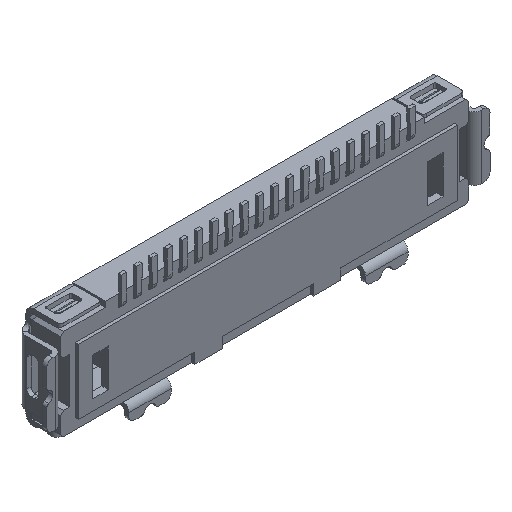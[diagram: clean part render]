
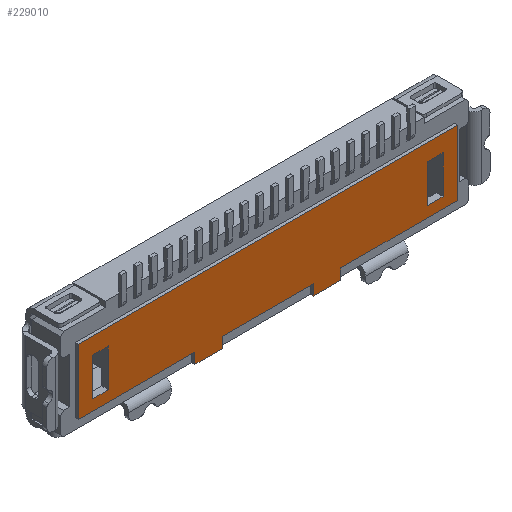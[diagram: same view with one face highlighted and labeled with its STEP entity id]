
A CAD part, isometric view. The second image highlights one B-rep face of the part: STEP entity #229010.
In plain terms, the highlighted planar face has unit normal (0, -1, 0).
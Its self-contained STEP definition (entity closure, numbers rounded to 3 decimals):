
#10260=CARTESIAN_POINT('',(5.25,-0.02,0.45));
#10270=VERTEX_POINT('',#10260);
#10300=CARTESIAN_POINT('',(0.,-0.02,0.45));
#10310=DIRECTION('',(1.,0.,0.));
#10320=VECTOR('',#10310,1.);
#10330=LINE('',#10300,#10320);
#10340=CARTESIAN_POINT('',(5.775,-0.02,0.45));
#10350=VERTEX_POINT('',#10340);
#10360=EDGE_CURVE('',#10270,#10350,#10330,.T.);
#26840=CARTESIAN_POINT('',(-6.25,-0.02,0.));
#26850=DIRECTION('',(0.,0.,-1.));
#26860=VECTOR('',#26850,1.);
#26870=LINE('',#26840,#26860);
#26880=CARTESIAN_POINT('',(-6.25,-0.02,1.));
#26890=VERTEX_POINT('',#26880);
#26900=CARTESIAN_POINT('',(-6.25,-0.02,-1.15));
#26910=VERTEX_POINT('',#26900);
#26920=EDGE_CURVE('',#26890,#26910,#26870,.T.);
#36880=CARTESIAN_POINT('',(5.775,-0.02,0.));
#36890=DIRECTION('',(0.,0.,-1.));
#36900=VECTOR('',#36890,1.);
#36910=LINE('',#36880,#36900);
#36920=CARTESIAN_POINT('',(5.775,-0.02,-0.8));
#36930=VERTEX_POINT('',#36920);
#36940=EDGE_CURVE('',#10350,#36930,#36910,.T.);
#39940=CARTESIAN_POINT('',(0.,-0.02,-1.15));
#39950=DIRECTION('',(1.,0.,0.));
#39960=VECTOR('',#39950,1.);
#39970=LINE('',#39940,#39960);
#39980=CARTESIAN_POINT('',(-2.4,-0.02,-1.15));
#39990=VERTEX_POINT('',#39980);
#40000=EDGE_CURVE('',#26910,#39990,#39970,.T.);
#68990=CARTESIAN_POINT('',(-2.4,-0.02,-1.5));
#69000=VERTEX_POINT('',#68990);
#69030=CARTESIAN_POINT('',(0.,-0.02,-1.5));
#69040=DIRECTION('',(1.,0.,0.));
#69050=VECTOR('',#69040,1.);
#69060=LINE('',#69030,#69050);
#69070=CARTESIAN_POINT('',(-1.5,-0.02,-1.5));
#69080=VERTEX_POINT('',#69070);
#69090=EDGE_CURVE('',#69000,#69080,#69060,.T.);
#69310=CARTESIAN_POINT('',(1.5,-0.02,-1.5));
#69320=VERTEX_POINT('',#69310);
#69350=CARTESIAN_POINT('',(2.4,-0.02,-1.5));
#69360=VERTEX_POINT('',#69350);
#69370=EDGE_CURVE('',#69320,#69360,#69060,.T.);
#105980=CARTESIAN_POINT('',(0.,-0.02,-1.15));
#105990=DIRECTION('',(1.,0.,0.));
#106000=VECTOR('',#105990,1.);
#106010=LINE('',#105980,#106000);
#106020=CARTESIAN_POINT('',(2.4,-0.02,-1.15));
#106030=VERTEX_POINT('',#106020);
#106040=CARTESIAN_POINT('',(6.25,-0.02,-1.15));
#106050=VERTEX_POINT('',#106040);
#106060=EDGE_CURVE('',#106030,#106050,#106010,.T.);
#106380=CARTESIAN_POINT('',(6.25,-0.02,0.));
#106390=DIRECTION('',(0.,0.,1.));
#106400=VECTOR('',#106390,1.);
#106410=LINE('',#106380,#106400);
#106420=CARTESIAN_POINT('',(6.25,-0.02,1.));
#106430=VERTEX_POINT('',#106420);
#106440=EDGE_CURVE('',#106050,#106430,#106410,.T.);
#107480=CARTESIAN_POINT('',(2.4,-0.02,0.));
#107490=DIRECTION('',(0.,0.,1.));
#107500=VECTOR('',#107490,1.);
#107510=LINE('',#107480,#107500);
#107520=EDGE_CURVE('',#69360,#106030,#107510,.T.);
#107820=CARTESIAN_POINT('',(1.5,-0.02,-1.15));
#107830=VERTEX_POINT('',#107820);
#107860=CARTESIAN_POINT('',(1.5,-0.02,0.));
#107870=DIRECTION('',(0.,0.,-1.));
#107880=VECTOR('',#107870,1.);
#107890=LINE('',#107860,#107880);
#107900=EDGE_CURVE('',#107830,#69320,#107890,.T.);
#108250=CARTESIAN_POINT('',(-1.5,-0.02,0.));
#108260=DIRECTION('',(0.,0.,1.));
#108270=VECTOR('',#108260,1.);
#108280=LINE('',#108250,#108270);
#108290=CARTESIAN_POINT('',(-1.5,-0.02,-1.15));
#108300=VERTEX_POINT('',#108290);
#108310=EDGE_CURVE('',#69080,#108300,#108280,.T.);
#108480=CARTESIAN_POINT('',(0.,-0.02,-1.15));
#108490=DIRECTION('',(1.,0.,0.));
#108500=VECTOR('',#108490,1.);
#108510=LINE('',#108480,#108500);
#108520=EDGE_CURVE('',#108300,#107830,#108510,.T.);
#108970=CARTESIAN_POINT('',(-2.4,-0.02,0.));
#108980=DIRECTION('',(0.,0.,-1.));
#108990=VECTOR('',#108980,1.);
#109000=LINE('',#108970,#108990);
#109010=EDGE_CURVE('',#39990,#69000,#109000,.T.);
#150720=CARTESIAN_POINT('',(-5.25,-0.02,-0.8));
#150730=VERTEX_POINT('',#150720);
#150760=CARTESIAN_POINT('',(0.,-0.02,-0.8));
#150770=DIRECTION('',(-1.,0.,0.));
#150780=VECTOR('',#150770,1.);
#150790=LINE('',#150760,#150780);
#150800=CARTESIAN_POINT('',(-5.775,-0.02,-0.8));
#150810=VERTEX_POINT('',#150800);
#150820=EDGE_CURVE('',#150730,#150810,#150790,.T.);
#170510=CARTESIAN_POINT('',(-5.25,-0.02,0.45));
#170520=VERTEX_POINT('',#170510);
#170550=CARTESIAN_POINT('',(-5.25,-0.02,0.));
#170560=DIRECTION('',(0.,0.,-1.));
#170570=VECTOR('',#170560,1.);
#170580=LINE('',#170550,#170570);
#170590=EDGE_CURVE('',#170520,#150730,#170580,.T.);
#175920=CARTESIAN_POINT('',(0.,-0.02,1.));
#175930=DIRECTION('',(-1.,0.,0.));
#175940=VECTOR('',#175930,1.);
#175950=LINE('',#175920,#175940);
#175960=EDGE_CURVE('',#106430,#26890,#175950,.T.);
#196050=CARTESIAN_POINT('',(5.25,-0.02,-0.8));
#196060=VERTEX_POINT('',#196050);
#196090=CARTESIAN_POINT('',(5.25,-0.02,0.));
#196100=DIRECTION('',(0.,0.,1.));
#196110=VECTOR('',#196100,1.);
#196120=LINE('',#196090,#196110);
#196130=EDGE_CURVE('',#196060,#10270,#196120,.T.);
#198650=CARTESIAN_POINT('',(-5.775,-0.02,0.45));
#198660=VERTEX_POINT('',#198650);
#198690=CARTESIAN_POINT('',(0.,-0.02,0.45));
#198700=DIRECTION('',(1.,0.,0.));
#198710=VECTOR('',#198700,1.);
#198720=LINE('',#198690,#198710);
#198730=EDGE_CURVE('',#198660,#170520,#198720,.T.);
#214620=CARTESIAN_POINT('',(0.,-0.02,-0.8));
#214630=DIRECTION('',(-1.,0.,0.));
#214640=VECTOR('',#214630,1.);
#214650=LINE('',#214620,#214640);
#214660=EDGE_CURVE('',#36930,#196060,#214650,.T.);
#217540=CARTESIAN_POINT('',(-5.775,-0.02,0.));
#217550=DIRECTION('',(0.,0.,1.));
#217560=VECTOR('',#217550,1.);
#217570=LINE('',#217540,#217560);
#217580=EDGE_CURVE('',#150810,#198660,#217570,.T.);
#228700=CARTESIAN_POINT('',(0.,-0.02,-0.075));
#228710=DIRECTION('',(0.,-1.,0.));
#228720=DIRECTION('',(1.,0.,0.));
#228730=AXIS2_PLACEMENT_3D('',#228700,#228710,#228720);
#228740=PLANE('',#228730);
#228750=ORIENTED_EDGE('',*,*,#217580,.T.);
#228760=ORIENTED_EDGE('',*,*,#150820,.T.);
#228770=ORIENTED_EDGE('',*,*,#170590,.T.);
#228780=ORIENTED_EDGE('',*,*,#198730,.T.);
#228790=EDGE_LOOP('',(#228780,#228770,#228760,#228750));
#228800=FACE_BOUND('',#228790,.T.);
#228810=ORIENTED_EDGE('',*,*,#106440,.T.);
#228820=ORIENTED_EDGE('',*,*,#106060,.T.);
#228830=ORIENTED_EDGE('',*,*,#107520,.T.);
#228840=ORIENTED_EDGE('',*,*,#69370,.T.);
#228850=ORIENTED_EDGE('',*,*,#107900,.T.);
#228860=ORIENTED_EDGE('',*,*,#108520,.T.);
#228870=ORIENTED_EDGE('',*,*,#108310,.T.);
#228880=ORIENTED_EDGE('',*,*,#69090,.T.);
#228890=ORIENTED_EDGE('',*,*,#109010,.T.);
#228900=ORIENTED_EDGE('',*,*,#40000,.T.);
#228910=ORIENTED_EDGE('',*,*,#26920,.T.);
#228920=ORIENTED_EDGE('',*,*,#175960,.T.);
#228930=EDGE_LOOP('',(#228920,#228910,#228900,#228890,#228880,#228870,
#228860,#228850,#228840,#228830,#228820,#228810));
#228940=FACE_OUTER_BOUND('',#228930,.T.);
#228950=ORIENTED_EDGE('',*,*,#196130,.T.);
#228960=ORIENTED_EDGE('',*,*,#214660,.T.);
#228970=ORIENTED_EDGE('',*,*,#36940,.T.);
#228980=ORIENTED_EDGE('',*,*,#10360,.T.);
#228990=EDGE_LOOP('',(#228980,#228970,#228960,#228950));
#229000=FACE_BOUND('',#228990,.T.);
#229010=ADVANCED_FACE('',(#228800,#228940,#229000),#228740,.T.);
